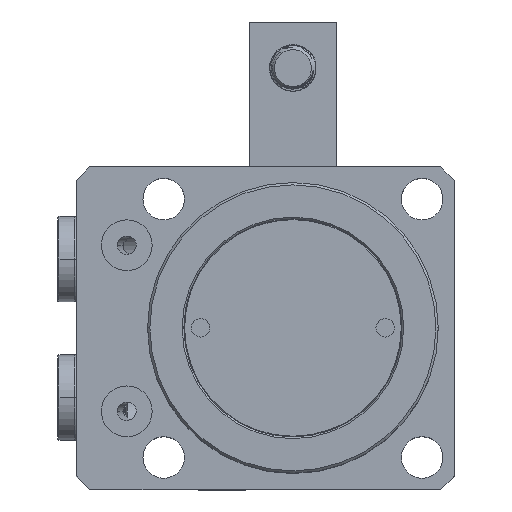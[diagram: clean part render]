
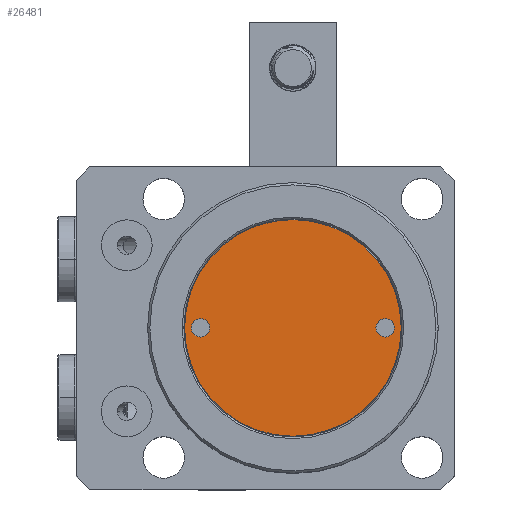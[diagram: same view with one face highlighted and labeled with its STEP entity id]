
A CAD part, top view. The second image highlights one B-rep face of the part: STEP entity #26481.
In plain terms, the highlighted planar face has unit normal (0, 0, 1).
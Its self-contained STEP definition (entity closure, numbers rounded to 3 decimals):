
#168 = CARTESIAN_POINT ( 'NONE',  ( -20., 0., 65. ) ) ;
#197 = EDGE_LOOP ( 'NONE', ( #10516, #17189 ) ) ;
#502 = DIRECTION ( 'NONE',  ( 0., 0., 1. ) ) ;
#1164 = CARTESIAN_POINT ( 'NONE',  ( 20., 0., 65. ) ) ;
#1840 = CIRCLE ( 'NONE', #2461, 2. ) ;
#2215 = DIRECTION ( 'NONE',  ( 1., 0., 0. ) ) ;
#2461 = AXIS2_PLACEMENT_3D ( 'NONE', #168, #14666, #2215 ) ;
#2624 = DIRECTION ( 'NONE',  ( 1., 0., 0. ) ) ;
#3197 = DIRECTION ( 'NONE',  ( 1., 0., 0. ) ) ;
#3294 = VERTEX_POINT ( 'NONE', #20844 ) ;
#3358 = CIRCLE ( 'NONE', #13945, 2. ) ;
#3406 = CIRCLE ( 'NONE', #25097, 23.482 ) ;
#4614 = EDGE_CURVE ( 'NONE', #25177, #15503, #3358, .T. ) ;
#4617 = FACE_BOUND ( 'NONE', #10247, .T. ) ;
#4686 = ORIENTED_EDGE ( 'NONE', *, *, #26364, .F. ) ;
#4824 = DIRECTION ( 'NONE',  ( 0., 0., -1. ) ) ;
#5232 = CARTESIAN_POINT ( 'NONE',  ( 18., 0., 65. ) ) ;
#5914 = CIRCLE ( 'NONE', #14541, 2. ) ;
#6805 = VERTEX_POINT ( 'NONE', #9027 ) ;
#8690 = CARTESIAN_POINT ( 'NONE',  ( -20., 0., 65. ) ) ;
#8715 = CARTESIAN_POINT ( 'NONE',  ( 20., 0., 65. ) ) ;
#9027 = CARTESIAN_POINT ( 'NONE',  ( -22., 0., 65. ) ) ;
#10200 = CARTESIAN_POINT ( 'NONE',  ( 0., 0., 65. ) ) ;
#10247 = EDGE_LOOP ( 'NONE', ( #16212, #4686 ) ) ;
#10516 = ORIENTED_EDGE ( 'NONE', *, *, #11419, .F. ) ;
#10617 = CIRCLE ( 'NONE', #26754, 2. ) ;
#10767 = DIRECTION ( 'NONE',  ( 1., 0., 0. ) ) ;
#10794 = DIRECTION ( 'NONE',  ( 1., 0., 0. ) ) ;
#11088 = CARTESIAN_POINT ( 'NONE',  ( -23.482, 0., 65. ) ) ;
#11419 = EDGE_CURVE ( 'NONE', #3294, #6805, #10617, .T. ) ;
#12077 = EDGE_LOOP ( 'NONE', ( #22049, #17271 ) ) ;
#12331 = DIRECTION ( 'NONE',  ( -1., 0., 0. ) ) ;
#12645 = EDGE_CURVE ( 'NONE', #6805, #3294, #1840, .T. ) ;
#13010 = CARTESIAN_POINT ( 'NONE',  ( 0., 0., 65. ) ) ;
#13945 = AXIS2_PLACEMENT_3D ( 'NONE', #1164, #15677, #3197 ) ;
#14541 = AXIS2_PLACEMENT_3D ( 'NONE', #8715, #23227, #10794 ) ;
#14666 = DIRECTION ( 'NONE',  ( 0., 0., 1. ) ) ;
#14834 = CARTESIAN_POINT ( 'NONE',  ( 23.482, 0., 65. ) ) ;
#14921 = CIRCLE ( 'NONE', #19311, 23.482 ) ;
#15096 = PLANE ( 'NONE',  #22846 ) ;
#15503 = VERTEX_POINT ( 'NONE', #5232 ) ;
#15677 = DIRECTION ( 'NONE',  ( 0., 0., 1. ) ) ;
#15868 = EDGE_CURVE ( 'NONE', #22023, #22601, #3406, .T. ) ;
#16212 = ORIENTED_EDGE ( 'NONE', *, *, #4614, .F. ) ;
#17189 = ORIENTED_EDGE ( 'NONE', *, *, #12645, .F. ) ;
#17271 = ORIENTED_EDGE ( 'NONE', *, *, #21977, .F. ) ;
#17306 = CARTESIAN_POINT ( 'NONE',  ( 0., 0., 65. ) ) ;
#17800 = CARTESIAN_POINT ( 'NONE',  ( 22., 0., 65. ) ) ;
#19311 = AXIS2_PLACEMENT_3D ( 'NONE', #17306, #4824, #19375 ) ;
#19375 = DIRECTION ( 'NONE',  ( -1., 0., 0. ) ) ;
#20529 = FACE_BOUND ( 'NONE', #197, .T. ) ;
#20844 = CARTESIAN_POINT ( 'NONE',  ( -18., 0., 65. ) ) ;
#21832 = FACE_OUTER_BOUND ( 'NONE', #12077, .T. ) ;
#21977 = EDGE_CURVE ( 'NONE', #22601, #22023, #14921, .T. ) ;
#22023 = VERTEX_POINT ( 'NONE', #11088 ) ;
#22049 = ORIENTED_EDGE ( 'NONE', *, *, #15868, .F. ) ;
#22601 = VERTEX_POINT ( 'NONE', #14834 ) ;
#22846 = AXIS2_PLACEMENT_3D ( 'NONE', #13010, #502, #2624 ) ;
#23201 = DIRECTION ( 'NONE',  ( 0., 0., 1. ) ) ;
#23227 = DIRECTION ( 'NONE',  ( 0., 0., 1. ) ) ;
#24712 = DIRECTION ( 'NONE',  ( 0., 0., -1. ) ) ;
#25097 = AXIS2_PLACEMENT_3D ( 'NONE', #10200, #24712, #12331 ) ;
#25177 = VERTEX_POINT ( 'NONE', #17800 ) ;
#26364 = EDGE_CURVE ( 'NONE', #15503, #25177, #5914, .T. ) ;
#26481 = ADVANCED_FACE ( 'NONE', ( #4617, #20529, #21832 ), #15096, .T. ) ;
#26754 = AXIS2_PLACEMENT_3D ( 'NONE', #8690, #23201, #10767 ) ;
